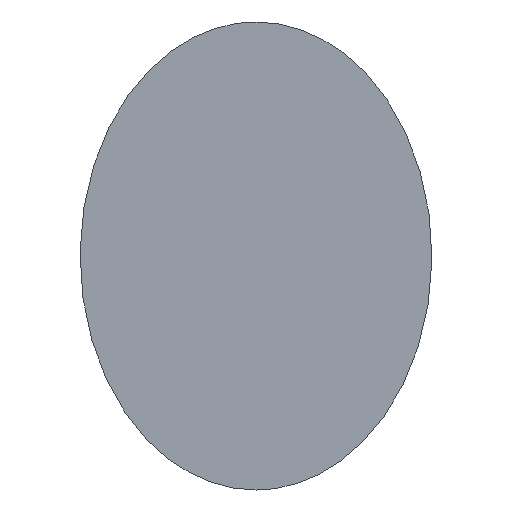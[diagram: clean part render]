
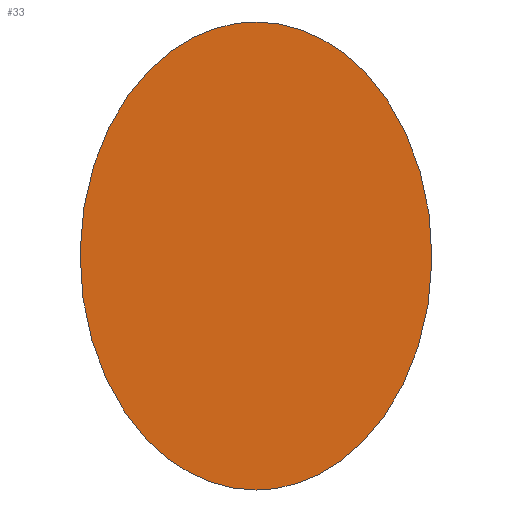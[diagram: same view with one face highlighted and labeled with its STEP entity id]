
A CAD part, front view. The second image highlights one B-rep face of the part: STEP entity #33.
In plain terms, the highlighted planar face has unit normal (0, -1, 0).
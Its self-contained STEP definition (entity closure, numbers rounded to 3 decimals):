
#1 = PLANE ( 'NONE',  #151 ) ;
#6 =( BOUNDED_CURVE ( )  B_SPLINE_CURVE ( 3, ( #108, #112, #104, #103 ),
 .UNSPECIFIED., .F., .T. ) 
 B_SPLINE_CURVE_WITH_KNOTS ( ( 4, 4 ),
 ( 3.142, 6.283 ),
 .UNSPECIFIED. ) 
 CURVE ( )  GEOMETRIC_REPRESENTATION_ITEM ( )  RATIONAL_B_SPLINE_CURVE ( ( 1., 0.333, 0.333, 1. ) ) 
 REPRESENTATION_ITEM ( '' )  );
#15 = FACE_OUTER_BOUND ( 'NONE', #27, .T. ) ;
#19 = ORIENTED_EDGE ( 'NONE', *, *, #179, .F. ) ;
#27 = EDGE_LOOP ( 'NONE', ( #106, #19 ) ) ;
#33 = ADVANCED_FACE ( 'NONE', ( #15 ), #1, .F. ) ;
#92 = CARTESIAN_POINT ( 'NONE',  ( 0., 0., 0. ) ) ;
#97 = EDGE_CURVE ( 'NONE', #180, #170, #168, .T. ) ;
#103 = CARTESIAN_POINT ( 'NONE',  ( 0., 0., -125. ) ) ;
#104 = CARTESIAN_POINT ( 'NONE',  ( 188., 0., -125. ) ) ;
#105 = CARTESIAN_POINT ( 'NONE',  ( 0., 0., -125. ) ) ;
#106 = ORIENTED_EDGE ( 'NONE', *, *, #97, .F. ) ;
#108 = CARTESIAN_POINT ( 'NONE',  ( 0., 0., 125. ) ) ;
#112 = CARTESIAN_POINT ( 'NONE',  ( 188., 0., 125. ) ) ;
#131 = CARTESIAN_POINT ( 'NONE',  ( 0., 0., 125. ) ) ;
#138 = CARTESIAN_POINT ( 'NONE',  ( 0., 0., 125. ) ) ;
#141 = CARTESIAN_POINT ( 'NONE',  ( 0., 0., -125. ) ) ;
#146 = CARTESIAN_POINT ( 'NONE',  ( -188., 0., -125. ) ) ;
#151 = AXIS2_PLACEMENT_3D ( 'NONE', #92, #178, #177 ) ;
#163 = CARTESIAN_POINT ( 'NONE',  ( -188., 0., 125. ) ) ;
#168 =( BOUNDED_CURVE ( )  B_SPLINE_CURVE ( 3, ( #141, #146, #163, #138 ),
 .UNSPECIFIED., .F., .F. ) 
 B_SPLINE_CURVE_WITH_KNOTS ( ( 4, 4 ),
 ( 0., 3.142 ),
 .UNSPECIFIED. ) 
 CURVE ( )  GEOMETRIC_REPRESENTATION_ITEM ( )  RATIONAL_B_SPLINE_CURVE ( ( 1., 0.333, 0.333, 1. ) ) 
 REPRESENTATION_ITEM ( '' )  );
#170 = VERTEX_POINT ( 'NONE', #131 ) ;
#177 = DIRECTION ( 'NONE',  ( 0., 0., 1. ) ) ;
#178 = DIRECTION ( 'NONE',  ( 0., 1., 0. ) ) ;
#179 = EDGE_CURVE ( 'NONE', #170, #180, #6, .T. ) ;
#180 = VERTEX_POINT ( 'NONE', #105 ) ;
